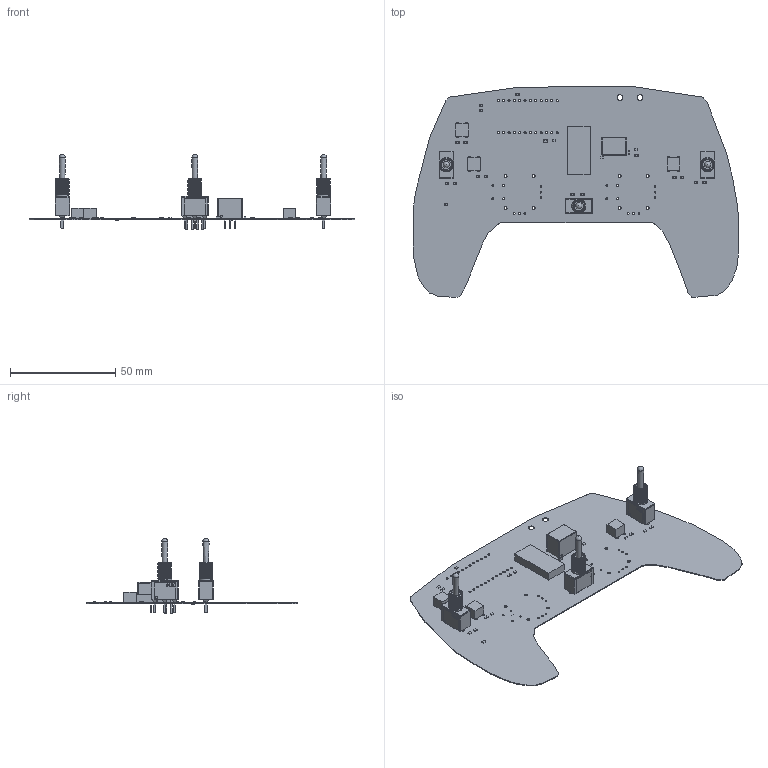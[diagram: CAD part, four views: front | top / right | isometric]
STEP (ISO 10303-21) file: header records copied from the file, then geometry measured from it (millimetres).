
FILE_DESCRIPTION(('Open CASCADE Model'),'2;1');
FILE_NAME('Open CASCADE Shape Model','2024-11-22T10:31:22',('Author'),( 'Open CASCADE'),'Open CASCADE STEP processor 7.5','Open CASCADE 7.5' ,'Unknown');
FILE_SCHEMA(('AUTOMOTIVE_DESIGN { 1 0 10303 214 1 1 1 1 }'));
Length unit declared in the file: millimetre
Products named in the file (60): PCB; Board; Open CASCADE STEP translator 7.5 1.1.1; R14; 1166045952; Extruded; 1166046032; R13; R12; R11; R10; R9; D8; D7; D6; D5; R8; R7; C2; capacitor 0603; C1; PS1; 1083839616; J3; 1083835056; Body; Leads; SW6; Switch_TE_Connectivity_A101SYCB04_eec; 1; 2; 3; 4; 5; 6; c-4-1825136-4-a-3d; TE connectivity Logo 1 (2); SW5; SW4; SW3 ...
Assembly tree (128 placements, depth 5):
  PCB
    Board
      Open CASCADE STEP translator 7.5 1.1.1
    R14
      1166045952  x2
        Extruded
      1166046032
        Extruded
    R13
      1166045952  x2
        Extruded
      1166046032
        Extruded
    R12
      1166045952  x2
        Extruded
      1166046032
        Extruded
    R11
      1166045952  x2
        Extruded
      1166046032
        Extruded
    R10
      1166045952  x2
        Extruded
      1166046032
        Extruded
    R9
      1166045952  x2
        Extruded
      1166046032
        Extruded
    D8
      1166045952  x2
        Extruded
      1166046032
        Extruded
    D7
      1166045952  x2
        Extruded
      1166046032
        Extruded
    D6
      1166045952  x2
        Extruded
      1166046032
        Extruded
    D5
      1166045952  x2
        Extruded
      1166046032
        Extruded
    R8
      1166045952  x2
        Extruded
      1166046032
        Extruded
    R7
      1166045952  x2
Bounding box: 154.81 x 100.15 x 35.51 mm (x, y, z)
Volume: 10399.9 mm3; surface area: 29953.4 mm2
Topology: 182 solids, 182 shells, 1934 faces, 4581 edges, 3000 vertices
Faces by surface type: plane 1242, bspline 397, cylinder 266, sphere 23, cone 6
Full cylindrical faces by diameter (mm): 0.888 x12, 0.9 x8, 0.91 x11, 0.99 x12, 1 x3, 1.016 x24, 1.11 x8, 1.396 x8, 1.854 x9, 2.794 x2, 4.572 x3
Entity records: 34694 total; most frequent: CARTESIAN_POINT 15889, ORIENTED_EDGE 3472, DIRECTION 3164, EDGE_CURVE 1736, VERTEX_POINT 1136, LINE 1100, VECTOR 1100, AXIS2_PLACEMENT_3D 1032
